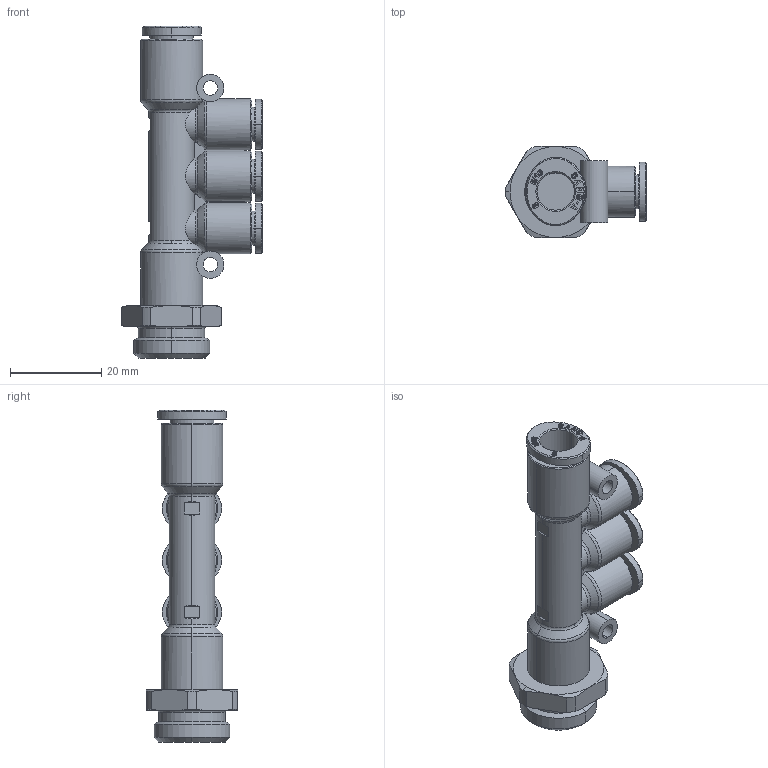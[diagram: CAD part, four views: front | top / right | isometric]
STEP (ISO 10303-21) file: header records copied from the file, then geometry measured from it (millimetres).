
FILE_DESCRIPTION (( 'STEP AP214' ), '1' );
FILE_NAME ('PKD08-06-G03.stp', '2015-09-17T08:13:08', ( '' ), ( '' ), 'SwSTEP 2.0', 'SolidWorks 2015', '' );
FILE_SCHEMA (( 'AUTOMOTIVE_DESIGN' ));
Length unit declared in the file: millimetre
Products named in the file (2): ｦ+ﾃｦ2; PKD08-06-G03
Assembly tree (1 placements, depth 2):
  PKD08-06-G03
    ｦ+ﾃｦ2
Bounding box: 30.95 x 20 x 72.9 mm (x, y, z)
Volume: 10977.2 mm3; surface area: 8336.9 mm2
Topology: 1 solids, 1 shells, 1160 faces, 3254 edges, 2158 vertices
Faces by surface type: plane 872, bspline 136, cylinder 88, cone 53, torus 11
Entity records: 43299 total; most frequent: CARTESIAN_POINT 13089, ORIENTED_EDGE 6508, DIRECTION 5167, EDGE_CURVE 3254, LINE 2573, VECTOR 2573, VERTEX_POINT 2158, AXIS2_PLACEMENT_3D 1297
